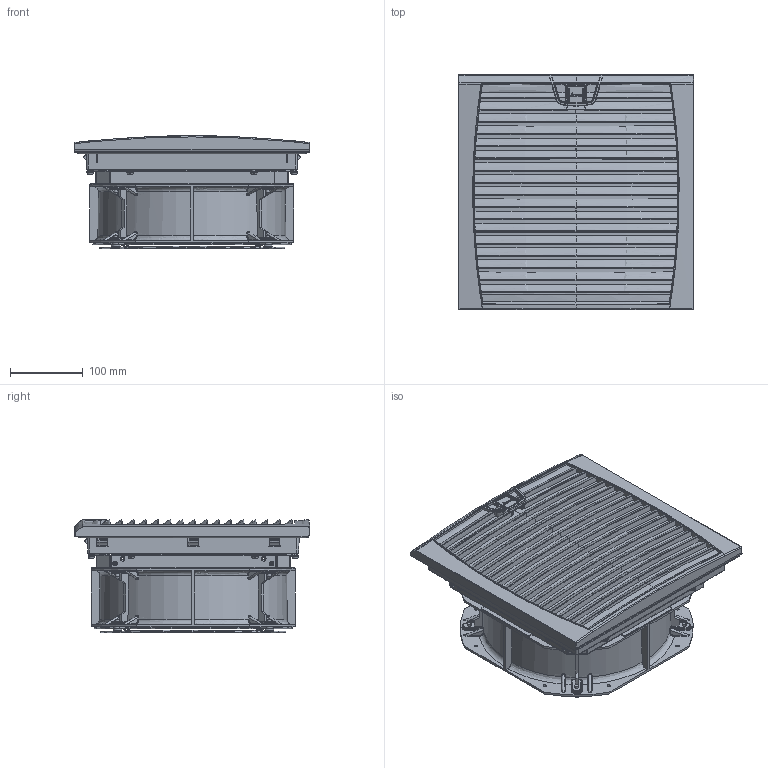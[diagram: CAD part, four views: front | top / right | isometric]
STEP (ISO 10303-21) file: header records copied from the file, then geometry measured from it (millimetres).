
FILE_DESCRIPTION (( 'STEP AP214' ), '1' );
FILE_NAME ('HEF500series-3D.STEP', '2021-03-25T10:01:07', ( '' ), ( '' ), 'SwSTEP 2.0', 'SolidWorks 2019', '' );
FILE_SCHEMA (( 'AUTOMOTIVE_DESIGN' ));
Length unit declared in the file: millimetre
Products named in the file (19): SCREW-7; SCREW-3; SCREW-A; HEF500-FAN-HOLDER-AL; SCREW-8; HEF500-FILTER-COVER-SEAL; DELTA-LOGO-LATCH; SCREW-4; HEF500-FILTER-FRONT-COVER; FILTER-MAT; SCREW-5; HEF500series-3D; SCREW-6; FAN-GUARD; HEF500FAN-S; SCREW-2; HEF500ACA-3D; SCREW-1; HEF500-FILTER-COVER-FRAME
Assembly tree (25 placements, depth 3):
  HEF500series-3D
    HEF500ACA-3D
      HEF500-FILTER-FRONT-COVER
      HEF500-FILTER-COVER-FRAME
      HEF500-FILTER-COVER-SEAL
      DELTA-LOGO-LATCH
      FILTER-MAT
    HEF500FAN-S
    FAN-GUARD
    HEF500-FAN-HOLDER-AL
    SCREW-A  x8
    SCREW-1
    SCREW-2
    SCREW-3
    SCREW-4
    SCREW-5
    SCREW-6
    SCREW-7
    SCREW-8
Bounding box: 322.5 x 322.91 x 155.24 mm (x, y, z)
Volume: 9180067.9 mm3; surface area: 1129027.3 mm2
Topology: 24 solids, 24 shells, 2478 faces, 6781 edges, 4303 vertices
Faces by surface type: bspline 942, plane 844, cylinder 462, cone 178, torus 48, sphere 4
Full cylindrical faces by diameter (mm): 1.98 x8, 2 x8, 3.3 x8, 5 x13, 6.5 x4, 8.5 x8, 9 x8, 12 x8
Entity records: 145608 total; most frequent: CARTESIAN_POINT 95373, ORIENTED_EDGE 12506, DIRECTION 6750, EDGE_CURVE 6253, VERTEX_POINT 4026, B_SPLINE_CURVE_WITH_KNOTS 2956, EDGE_LOOP 2741, FACE_OUTER_BOUND 2435
